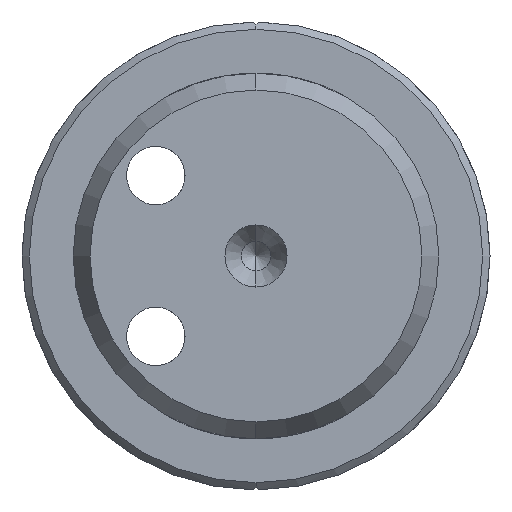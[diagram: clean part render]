
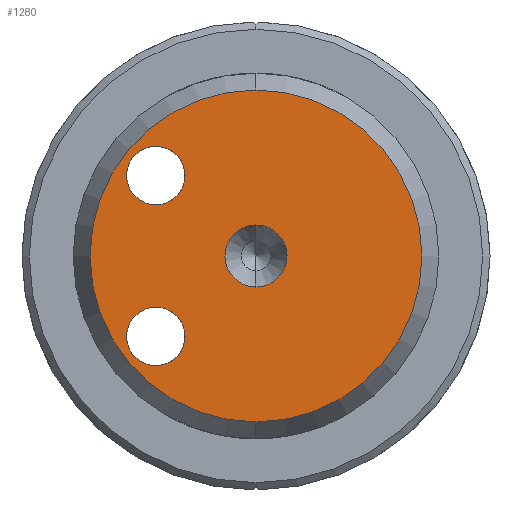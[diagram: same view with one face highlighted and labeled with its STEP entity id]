
A CAD part, left-side view. The second image highlights one B-rep face of the part: STEP entity #1280.
In plain terms, the highlighted planar face has unit normal (-1, 0, 0).
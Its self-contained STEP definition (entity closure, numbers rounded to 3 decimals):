
#45 = DIRECTION ( 'NONE',  ( 0., 0., -1. ) ) ;
#83 = EDGE_LOOP ( 'NONE', ( #1692, #1495 ) ) ;
#112 = VERTEX_POINT ( 'NONE', #3069 ) ;
#217 = EDGE_LOOP ( 'NONE', ( #768, #2619 ) ) ;
#225 = CIRCLE ( 'NONE', #226, 2. ) ;
#226 = AXIS2_PLACEMENT_3D ( 'NONE', #1131, #2202, #3260 ) ;
#275 = DIRECTION ( 'NONE',  ( 0., 0., 1. ) ) ;
#283 = CARTESIAN_POINT ( 'NONE',  ( -199., 0., 0. ) ) ;
#314 = PLANE ( 'NONE',  #1488 ) ;
#391 = CARTESIAN_POINT ( 'NONE',  ( -199., 6.85, -3.5 ) ) ;
#429 = DIRECTION ( 'NONE',  ( 1., 0., 0. ) ) ;
#556 = VERTEX_POINT ( 'NONE', #3281 ) ;
#583 = FACE_BOUND ( 'NONE', #83, .T. ) ;
#768 = ORIENTED_EDGE ( 'NONE', *, *, #1659, .F. ) ;
#793 = CIRCLE ( 'NONE', #2770, 2. ) ;
#802 = DIRECTION ( 'NONE',  ( 1., 0., 0. ) ) ;
#839 = DIRECTION ( 'NONE',  ( 0., 0., -1. ) ) ;
#846 = CIRCLE ( 'NONE', #1309, 2.125 ) ;
#904 = DIRECTION ( 'NONE',  ( -1., 0., 0. ) ) ;
#927 = DIRECTION ( 'NONE',  ( 1., 0., 0. ) ) ;
#1011 = ORIENTED_EDGE ( 'NONE', *, *, #1327, .T. ) ;
#1107 = CARTESIAN_POINT ( 'NONE',  ( -199., 0., 2.125 ) ) ;
#1112 = VERTEX_POINT ( 'NONE', #2611 ) ;
#1131 = CARTESIAN_POINT ( 'NONE',  ( -199., 6.85, -5.5 ) ) ;
#1136 = ORIENTED_EDGE ( 'NONE', *, *, #1889, .T. ) ;
#1222 = EDGE_CURVE ( 'NONE', #3114, #1112, #1372, .T. ) ;
#1280 = ADVANCED_FACE ( 'NONE', ( #2999, #583, #1667, #2740 ), #314, .F. ) ;
#1309 = AXIS2_PLACEMENT_3D ( 'NONE', #2852, #429, #1517 ) ;
#1327 = EDGE_CURVE ( 'NONE', #112, #2243, #1591, .T. ) ;
#1355 = EDGE_CURVE ( 'NONE', #3303, #1843, #1651, .T. ) ;
#1372 = CIRCLE ( 'NONE', #1375, 2. ) ;
#1373 = DIRECTION ( 'NONE',  ( -1., 0., 0. ) ) ;
#1375 = AXIS2_PLACEMENT_3D ( 'NONE', #1626, #2703, #275 ) ;
#1404 = CARTESIAN_POINT ( 'NONE',  ( -199., 12.5, 0. ) ) ;
#1435 = ORIENTED_EDGE ( 'NONE', *, *, #1901, .T. ) ;
#1488 = AXIS2_PLACEMENT_3D ( 'NONE', #1404, #2472, #45 ) ;
#1495 = ORIENTED_EDGE ( 'NONE', *, *, #1355, .T. ) ;
#1517 = DIRECTION ( 'NONE',  ( 0., 0., -1. ) ) ;
#1591 = CIRCLE ( 'NONE', #1595, 11.345 ) ;
#1595 = AXIS2_PLACEMENT_3D ( 'NONE', #2514, #904, #1988 ) ;
#1626 = CARTESIAN_POINT ( 'NONE',  ( -199., 6.85, -5.5 ) ) ;
#1651 = CIRCLE ( 'NONE', #1658, 2. ) ;
#1658 = AXIS2_PLACEMENT_3D ( 'NONE', #3315, #927, #2008 ) ;
#1659 = EDGE_CURVE ( 'NONE', #1112, #3114, #225, .T. ) ;
#1667 = FACE_OUTER_BOUND ( 'NONE', #3064, .T. ) ;
#1692 = ORIENTED_EDGE ( 'NONE', *, *, #3275, .T. ) ;
#1805 = CARTESIAN_POINT ( 'NONE',  ( -199., 6.85, 3.5 ) ) ;
#1843 = VERTEX_POINT ( 'NONE', #1805 ) ;
#1879 = DIRECTION ( 'NONE',  ( 0., 0., -1. ) ) ;
#1889 = EDGE_CURVE ( 'NONE', #2243, #112, #2895, .T. ) ;
#1893 = VERTEX_POINT ( 'NONE', #1107 ) ;
#1901 = EDGE_CURVE ( 'NONE', #556, #1893, #2941, .T. ) ;
#1988 = DIRECTION ( 'NONE',  ( 0., 0., -1. ) ) ;
#2008 = DIRECTION ( 'NONE',  ( 0., 0., -1. ) ) ;
#2036 = EDGE_LOOP ( 'NONE', ( #2476, #1435 ) ) ;
#2096 = CARTESIAN_POINT ( 'NONE',  ( -199., 0., -11.345 ) ) ;
#2179 = CARTESIAN_POINT ( 'NONE',  ( -199., 0., 0. ) ) ;
#2202 = DIRECTION ( 'NONE',  ( -1., 0., 0. ) ) ;
#2243 = VERTEX_POINT ( 'NONE', #2096 ) ;
#2425 = CARTESIAN_POINT ( 'NONE',  ( -199., 6.85, 7.5 ) ) ;
#2448 = DIRECTION ( 'NONE',  ( 0., 0., -1. ) ) ;
#2472 = DIRECTION ( 'NONE',  ( 1., 0., 0. ) ) ;
#2476 = ORIENTED_EDGE ( 'NONE', *, *, #3151, .T. ) ;
#2514 = CARTESIAN_POINT ( 'NONE',  ( -199., 0., 0. ) ) ;
#2611 = CARTESIAN_POINT ( 'NONE',  ( -199., 6.85, -7.5 ) ) ;
#2619 = ORIENTED_EDGE ( 'NONE', *, *, #1222, .F. ) ;
#2703 = DIRECTION ( 'NONE',  ( -1., 0., 0. ) ) ;
#2740 = FACE_BOUND ( 'NONE', #2036, .T. ) ;
#2770 = AXIS2_PLACEMENT_3D ( 'NONE', #3199, #802, #1879 ) ;
#2852 = CARTESIAN_POINT ( 'NONE',  ( -199., 0., 0. ) ) ;
#2895 = CIRCLE ( 'NONE', #2896, 11.345 ) ;
#2896 = AXIS2_PLACEMENT_3D ( 'NONE', #283, #1373, #2448 ) ;
#2941 = CIRCLE ( 'NONE', #2943, 2.125 ) ;
#2943 = AXIS2_PLACEMENT_3D ( 'NONE', #2179, #3234, #839 ) ;
#2999 = FACE_BOUND ( 'NONE', #217, .T. ) ;
#3064 = EDGE_LOOP ( 'NONE', ( #1136, #1011 ) ) ;
#3069 = CARTESIAN_POINT ( 'NONE',  ( -199., 0., 11.345 ) ) ;
#3114 = VERTEX_POINT ( 'NONE', #391 ) ;
#3151 = EDGE_CURVE ( 'NONE', #1893, #556, #846, .T. ) ;
#3199 = CARTESIAN_POINT ( 'NONE',  ( -199., 6.85, 5.5 ) ) ;
#3234 = DIRECTION ( 'NONE',  ( 1., 0., 0. ) ) ;
#3260 = DIRECTION ( 'NONE',  ( 0., 0., 1. ) ) ;
#3275 = EDGE_CURVE ( 'NONE', #1843, #3303, #793, .T. ) ;
#3281 = CARTESIAN_POINT ( 'NONE',  ( -199., 0., -2.125 ) ) ;
#3303 = VERTEX_POINT ( 'NONE', #2425 ) ;
#3315 = CARTESIAN_POINT ( 'NONE',  ( -199., 6.85, 5.5 ) ) ;
